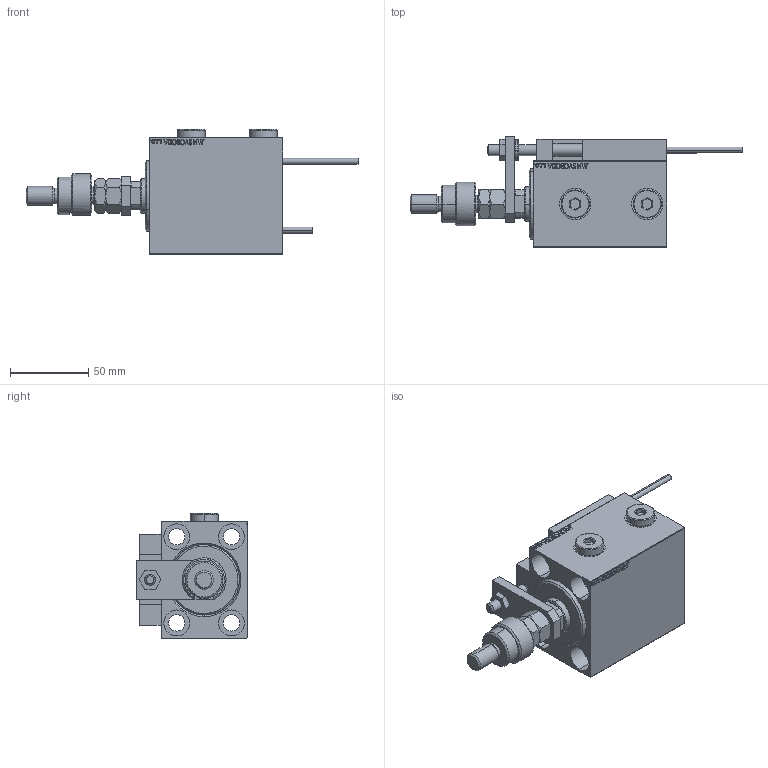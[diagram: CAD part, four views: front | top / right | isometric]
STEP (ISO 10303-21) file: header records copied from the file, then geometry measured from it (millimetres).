
FILE_DESCRIPTION (( 'STEP AP203' ), '1' );
FILE_NAME ('4db0.STEP', '2024-02-13T04:26:28', ( '' ), ( '' ), 'SwSTEP 2.0', 'SolidWorks 2019', '' );
FILE_SCHEMA (( 'CONFIG_CONTROL_DESIGN' ));
Length unit declared in the file: millimetre
Products named in the file (19): V450CM_C_Body a076747e3bfb4b34e19d2daa56c98688; ALLEN BOLT D8 a076747e3bfb4b34e19d2daa56c98688; SWITCH X a076747e3bfb4b34e19d2daa56c98688; TYC_L79 a076747e3bfb4b34e19d2daa56c98688; SWITCH DIM B,W a076747e3bfb4b34e19d2daa56c98688; Block a076747e3bfb4b34e19d2daa56c98688; X_Y_DFA a076747e3bfb4b34e19d2daa56c98688; SWITCH_X_FRONT_BACK a076747e3bfb4b34e19d2daa56c98688; ALLEN BOLT D5 a076747e3bfb4b34e19d2daa56c98688; MAGNET a076747e3bfb4b34e19d2daa56c98688; NUT_D12 a076747e3bfb4b34e19d2daa56c98688; ZARAZKA a076747e3bfb4b34e19d2daa56c98688; FEMALE_PART_FOR_DFA a076747e3bfb4b34e19d2daa56c98688; Zatka_OIL_PORT a076747e3bfb4b34e19d2daa56c98688; KONCOVKA a076747e3bfb4b34e19d2daa56c98688; V450CM_C_VCP a076747e3bfb4b34e19d2daa56c98688; 4db0; MFA a076747e3bfb4b34e19d2daa56c98688; V450CM_VC_B a076747e3bfb4b34e19d2daa56c98688
Assembly tree (29 placements, depth 3):
  4db0
    V450CM_C_Body a076747e3bfb4b34e19d2daa56c98688
    SWITCH X a076747e3bfb4b34e19d2daa56c98688
      SWITCH_X_FRONT_BACK a076747e3bfb4b34e19d2daa56c98688  x2
      TYC_L79 a076747e3bfb4b34e19d2daa56c98688
      Block a076747e3bfb4b34e19d2daa56c98688  x2
      ALLEN BOLT D5 a076747e3bfb4b34e19d2daa56c98688  x4
      ALLEN BOLT D8 a076747e3bfb4b34e19d2daa56c98688  x4
      MAGNET a076747e3bfb4b34e19d2daa56c98688  x2
      KONCOVKA a076747e3bfb4b34e19d2daa56c98688  x2
    NUT_D12 a076747e3bfb4b34e19d2daa56c98688
    SWITCH DIM B,W a076747e3bfb4b34e19d2daa56c98688
    ZARAZKA a076747e3bfb4b34e19d2daa56c98688
    V450CM_C_VCP a076747e3bfb4b34e19d2daa56c98688
    V450CM_VC_B a076747e3bfb4b34e19d2daa56c98688
    X_Y_DFA a076747e3bfb4b34e19d2daa56c98688
      FEMALE_PART_FOR_DFA a076747e3bfb4b34e19d2daa56c98688
      MFA a076747e3bfb4b34e19d2daa56c98688
    Zatka_OIL_PORT a076747e3bfb4b34e19d2daa56c98688  x2
Bounding box: 212 x 70.5 x 79.9 mm (x, y, z)
Volume: 363619 mm3; surface area: 100397.4 mm2
Topology: 27 solids, 27 shells, 1421 faces, 3370 edges, 2139 vertices
Faces by surface type: plane 622, bspline 380, cylinder 217, cone 150, torus 48, sphere 4
Entity records: 54309 total; most frequent: CARTESIAN_POINT 27004, ORIENTED_EDGE 5680, DIRECTION 4010, EDGE_CURVE 2840, VERTEX_POINT 1839, VECTOR 1592, LINE 1592, EDGE_LOOP 1323
